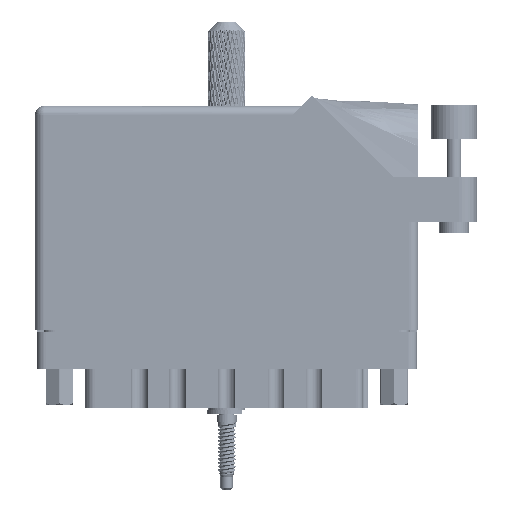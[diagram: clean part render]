
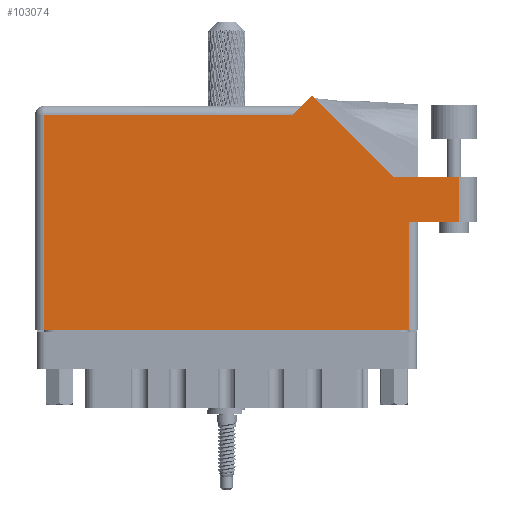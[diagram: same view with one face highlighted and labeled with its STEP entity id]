
A CAD part, front view. The second image highlights one B-rep face of the part: STEP entity #103074.
In plain terms, the highlighted face is planar.
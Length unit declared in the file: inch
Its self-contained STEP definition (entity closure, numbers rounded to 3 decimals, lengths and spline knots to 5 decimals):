
#303 = LINE ( 'NONE', #100781, #116199 ) ;
#1433 = EDGE_CURVE ( 'NONE', #63612, #10965, #23748, .T. ) ;
#2980 = CARTESIAN_POINT ( 'NONE',  ( 0., 0., 0. ) ) ;
#4005 = CARTESIAN_POINT ( 'NONE',  ( 0.062, 1.468, 0. ) ) ;
#4042 = ORIENTED_EDGE ( 'NONE', *, *, #101916, .T. ) ;
#4302 = EDGE_LOOP ( 'NONE', ( #118048, #11854, #4042, #60697, #87488, #120688, #92409, #49509, #58039 ) ) ;
#10799 = CARTESIAN_POINT ( 'NONE',  ( 2.55, 0., 0. ) ) ;
#10942 = DIRECTION ( 'NONE',  ( -0.707, 0.707, 0. ) ) ;
#10965 = VERTEX_POINT ( 'NONE', #112956 ) ;
#11854 = ORIENTED_EDGE ( 'NONE', *, *, #104125, .T. ) ;
#16242 = CARTESIAN_POINT ( 'NONE',  ( 1.757, 1.468, 0. ) ) ;
#16379 = VECTOR ( 'NONE', #101915, 39.37008 ) ;
#17104 = LINE ( 'NONE', #18242, #85204 ) ;
#17122 = CARTESIAN_POINT ( 'NONE',  ( 2.887, 0.737, 0. ) ) ;
#17220 = VECTOR ( 'NONE', #31557, 39.37008 ) ;
#17883 = LINE ( 'NONE', #114018, #84370 ) ;
#18242 = CARTESIAN_POINT ( 'NONE',  ( 2.55, 0.737, 0. ) ) ;
#20378 = EDGE_CURVE ( 'NONE', #21932, #107360, #56027, .T. ) ;
#21932 = VERTEX_POINT ( 'NONE', #126518 ) ;
#22755 = CARTESIAN_POINT ( 'NONE',  ( 0.062, 0., 0. ) ) ;
#23748 = LINE ( 'NONE', #22755, #108858 ) ;
#24098 = DIRECTION ( 'NONE',  ( -0.707, -0.707, 0. ) ) ;
#29308 = CARTESIAN_POINT ( 'NONE',  ( 2.887, 1.044, 0. ) ) ;
#30396 = LINE ( 'NONE', #120463, #16379 ) ;
#30701 = CARTESIAN_POINT ( 'NONE',  ( 3.012, 1.044, 0. ) ) ;
#31046 = CARTESIAN_POINT ( 'NONE',  ( 2.887, 1.044, 0. ) ) ;
#31557 = DIRECTION ( 'NONE',  ( -1., 0., 0. ) ) ;
#35593 = VERTEX_POINT ( 'NONE', #10799 ) ;
#36957 = VERTEX_POINT ( 'NONE', #31046 ) ;
#40444 = LINE ( 'NONE', #30701, #17220 ) ;
#42967 = EDGE_CURVE ( 'NONE', #51825, #63612, #30396, .T. ) ;
#43311 = CARTESIAN_POINT ( 'NONE',  ( 0., 1.53, 0. ) ) ;
#46599 = LINE ( 'NONE', #2980, #66678 ) ;
#49509 = ORIENTED_EDGE ( 'NONE', *, *, #95581, .T. ) ;
#51825 = VERTEX_POINT ( 'NONE', #16242 ) ;
#53883 = VERTEX_POINT ( 'NONE', #96544 ) ;
#54118 = EDGE_CURVE ( 'NONE', #53883, #102302, #303, .T. ) ;
#56027 = LINE ( 'NONE', #58993, #122442 ) ;
#58039 = ORIENTED_EDGE ( 'NONE', *, *, #124029, .T. ) ;
#58993 = CARTESIAN_POINT ( 'NONE',  ( 2.612, 0.737, 0. ) ) ;
#60697 = ORIENTED_EDGE ( 'NONE', *, *, #54118, .T. ) ;
#61887 = FACE_OUTER_BOUND ( 'NONE', #4302, .T. ) ;
#63390 = DIRECTION ( 'NONE',  ( 0., -1., 0. ) ) ;
#63612 = VERTEX_POINT ( 'NONE', #4005 ) ;
#66553 = AXIS2_PLACEMENT_3D ( 'NONE', #43311, #112417, #91267 ) ;
#66678 = VECTOR ( 'NONE', #80224, 39.37008 ) ;
#80224 = DIRECTION ( 'NONE',  ( 1., 0., 0. ) ) ;
#84370 = VECTOR ( 'NONE', #24098, 39.37008 ) ;
#85204 = VECTOR ( 'NONE', #126332, 39.37008 ) ;
#87488 = ORIENTED_EDGE ( 'NONE', *, *, #108315, .T. ) ;
#91267 = DIRECTION ( 'NONE',  ( -1., 0., 0. ) ) ;
#92409 = ORIENTED_EDGE ( 'NONE', *, *, #1433, .T. ) ;
#95581 = EDGE_CURVE ( 'NONE', #10965, #35593, #46599, .T. ) ;
#96544 = CARTESIAN_POINT ( 'NONE',  ( 2.44642, 1.044, 0. ) ) ;
#99730 = DIRECTION ( 'NONE',  ( 0., 1., 0. ) ) ;
#100781 = CARTESIAN_POINT ( 'NONE',  ( 2.44642, 1.044, 0. ) ) ;
#101916 = EDGE_CURVE ( 'NONE', #36957, #53883, #40444, .T. ) ;
#101915 = DIRECTION ( 'NONE',  ( -1., 0., 0. ) ) ;
#102302 = VERTEX_POINT ( 'NONE', #121354 ) ;
#102479 = PLANE ( 'NONE',  #66553 ) ;
#103074 = ADVANCED_FACE ( 'NONE', ( #61887 ), #102479, .F. ) ;
#104125 = EDGE_CURVE ( 'NONE', #107360, #36957, #105218, .T. ) ;
#105218 = LINE ( 'NONE', #29308, #119062 ) ;
#107360 = VERTEX_POINT ( 'NONE', #17122 ) ;
#108315 = EDGE_CURVE ( 'NONE', #102302, #51825, #17883, .T. ) ;
#108858 = VECTOR ( 'NONE', #63390, 39.37008 ) ;
#112417 = DIRECTION ( 'NONE',  ( 0., 0., -1. ) ) ;
#112956 = CARTESIAN_POINT ( 'NONE',  ( 0.062, 0., 0. ) ) ;
#114018 = CARTESIAN_POINT ( 'NONE',  ( 1.819, 1.53, 0. ) ) ;
#116199 = VECTOR ( 'NONE', #10942, 39.37008 ) ;
#118048 = ORIENTED_EDGE ( 'NONE', *, *, #20378, .T. ) ;
#119011 = DIRECTION ( 'NONE',  ( 1., 0., 0. ) ) ;
#119062 = VECTOR ( 'NONE', #99730, 39.37008 ) ;
#120463 = CARTESIAN_POINT ( 'NONE',  ( 0., 1.468, 0. ) ) ;
#120688 = ORIENTED_EDGE ( 'NONE', *, *, #42967, .T. ) ;
#121354 = CARTESIAN_POINT ( 'NONE',  ( 1.88971, 1.60071, 0. ) ) ;
#122442 = VECTOR ( 'NONE', #119011, 39.37008 ) ;
#124029 = EDGE_CURVE ( 'NONE', #35593, #21932, #17104, .T. ) ;
#126332 = DIRECTION ( 'NONE',  ( 0., 1., 0. ) ) ;
#126518 = CARTESIAN_POINT ( 'NONE',  ( 2.55, 0.737, 0. ) ) ;
